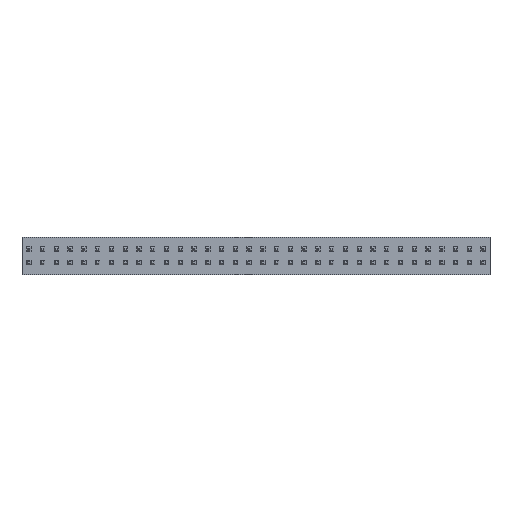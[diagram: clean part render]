
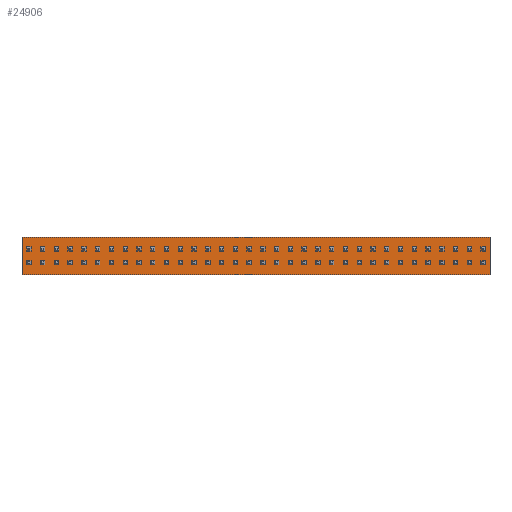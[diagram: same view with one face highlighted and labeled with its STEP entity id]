
A CAD part, top view. The second image highlights one B-rep face of the part: STEP entity #24906.
In plain terms, the highlighted face is planar.
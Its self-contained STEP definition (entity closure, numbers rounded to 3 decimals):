
#24774 = EDGE_CURVE('',#24775,#24777,#24779,.T.);
#24775 = VERTEX_POINT('',#24776);
#24776 = CARTESIAN_POINT('',(-21.59,1.778,-1.715));
#24777 = VERTEX_POINT('',#24778);
#24778 = CARTESIAN_POINT('',(-21.59,1.778,1.715));
#24779 = LINE('',#24780,#24781);
#24780 = CARTESIAN_POINT('',(-21.59,1.778,-1.715));
#24781 = VECTOR('',#24782,1.);
#24782 = DIRECTION('',(0.,0.,1.));
#24814 = EDGE_CURVE('',#24777,#24815,#24817,.T.);
#24815 = VERTEX_POINT('',#24816);
#24816 = CARTESIAN_POINT('',(21.59,1.778,1.715));
#24817 = LINE('',#24818,#24819);
#24818 = CARTESIAN_POINT('',(-21.59,1.778,1.715));
#24819 = VECTOR('',#24820,1.);
#24820 = DIRECTION('',(1.,0.,0.));
#24845 = EDGE_CURVE('',#24815,#24846,#24848,.T.);
#24846 = VERTEX_POINT('',#24847);
#24847 = CARTESIAN_POINT('',(21.59,1.778,-1.715));
#24848 = LINE('',#24849,#24850);
#24849 = CARTESIAN_POINT('',(21.59,1.778,1.715));
#24850 = VECTOR('',#24851,1.);
#24851 = DIRECTION('',(0.,0.,-1.));
#24876 = EDGE_CURVE('',#24846,#24775,#24877,.T.);
#24877 = LINE('',#24878,#24879);
#24878 = CARTESIAN_POINT('',(21.59,1.778,-1.715));
#24879 = VECTOR('',#24880,1.);
#24880 = DIRECTION('',(-1.,0.,0.));
#24906 = ADVANCED_FACE('',(#24907),#24913,.T.);
#24907 = FACE_BOUND('',#24908,.T.);
#24908 = EDGE_LOOP('',(#24909,#24910,#24911,#24912));
#24909 = ORIENTED_EDGE('',*,*,#24774,.T.);
#24910 = ORIENTED_EDGE('',*,*,#24814,.T.);
#24911 = ORIENTED_EDGE('',*,*,#24845,.T.);
#24912 = ORIENTED_EDGE('',*,*,#24876,.T.);
#24913 = PLANE('',#24914);
#24914 = AXIS2_PLACEMENT_3D('',#24915,#24916,#24917);
#24915 = CARTESIAN_POINT('',(0.,1.778,0.));
#24916 = DIRECTION('',(0.,1.,0.));
#24917 = DIRECTION('',(0.,-0.,1.));
